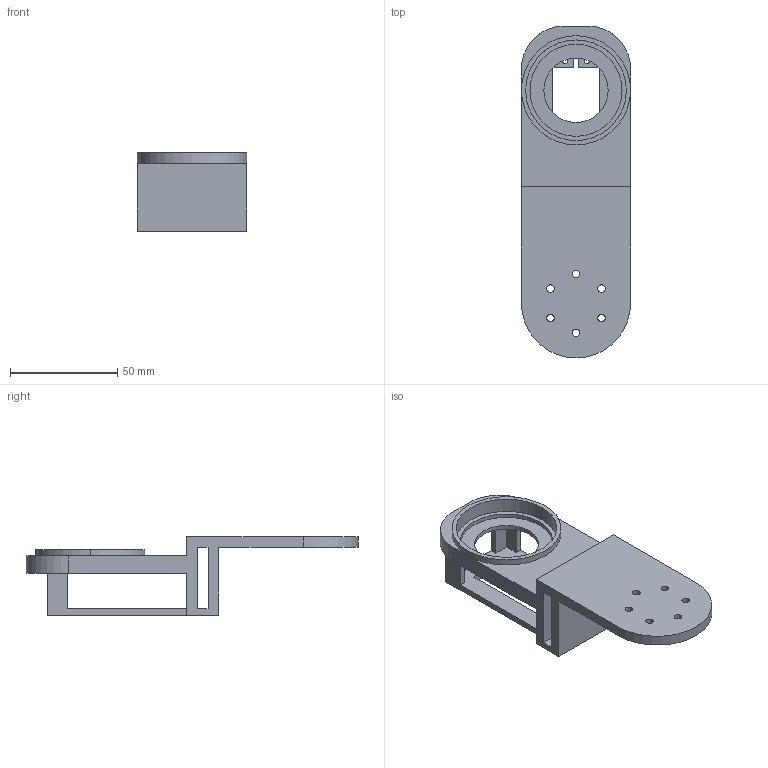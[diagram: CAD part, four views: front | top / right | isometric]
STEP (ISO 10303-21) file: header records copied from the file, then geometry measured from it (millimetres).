
FILE_DESCRIPTION (( 'STEP AP214' ), '1' );
FILE_NAME ('2024.07.31_賅攪堅薑渠2AXIS.STEP', '2024-08-02T08:02:01', ( '' ), ( '' ), 'SwSTEP 2.0', 'SolidWorks 2024', '' );
FILE_SCHEMA (( 'AUTOMOTIVE_DESIGN' ));
Length unit declared in the file: millimetre
Products named in the file (1): 2024.07.31_모터고정대2AXIS
Bounding box: 51 x 155 x 36.7 mm (x, y, z)
Volume: 59275.8 mm3; surface area: 30679.6 mm2
Topology: 1 solids, 1 shells, 77 faces, 218 edges, 144 vertices
Faces by surface type: plane 44, cylinder 33
Entity records: 2589 total; most frequent: CARTESIAN_POINT 440, DIRECTION 440, ORIENTED_EDGE 436, EDGE_CURVE 218, VECTOR 152, LINE 152, VERTEX_POINT 144, AXIS2_PLACEMENT_3D 144
